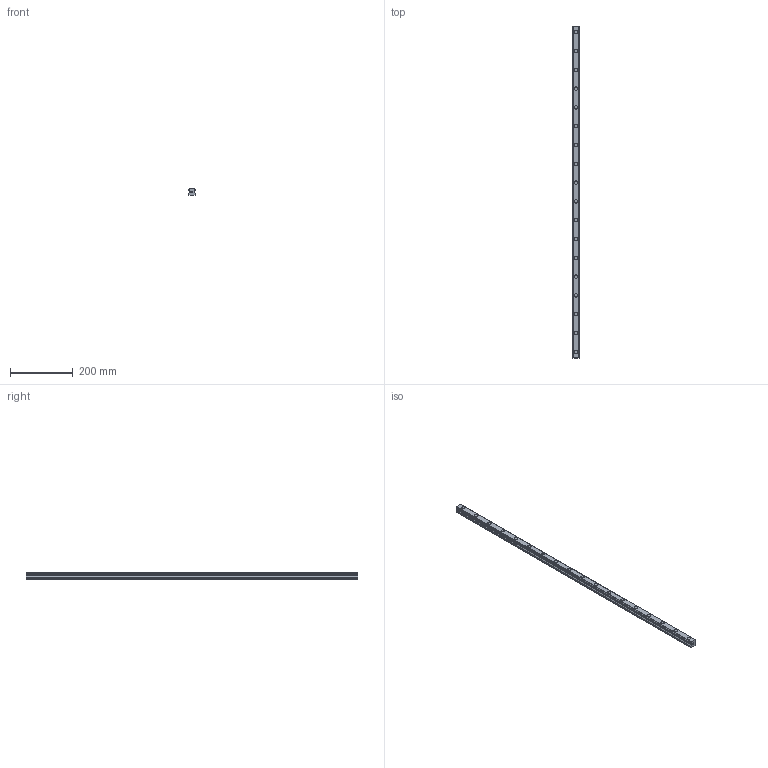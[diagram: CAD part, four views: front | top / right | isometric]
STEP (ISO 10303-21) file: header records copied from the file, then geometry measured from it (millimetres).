
FILE_DESCRIPTION(('STEP AP214'),'1');
FILE_NAME('cctmp_CC88EBBF-A9DD-4EF6-949D-11100D118799_2020_5_28_10_42_18_595..stp','2020-05-28T08:42:18',('HIWIN GmbH'),('CADClick - www.CADClick.com'),'Spatial InterOp 3D',' ','unknown authorization');
FILE_SCHEMA(('AUTOMOTIVE_DESIGN'));
Length unit declared in the file: millimetre
Products named in the file (1): HGR25R1060H_FILE
Bounding box: 23 x 1060 x 22 mm (x, y, z)
Volume: 440261 mm3; surface area: 109673.1 mm2
Topology: 1 solids, 1 shells, 327 faces, 855 edges, 570 vertices
Faces by surface type: plane 197, cylinder 130
Entity records: 12873 total; most frequent: DIRECTION 1915, CARTESIAN_POINT 1753, ORIENTED_EDGE 1710, EDGE_CURVE 855, AXIS2_PLACEMENT_3D 732, VERTEX_POINT 570, LINE 451, VECTOR 451
